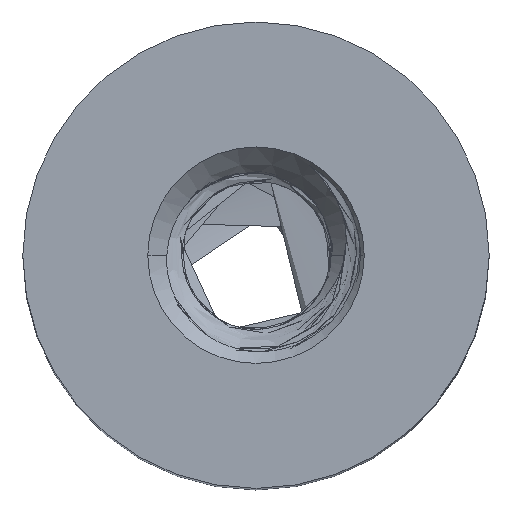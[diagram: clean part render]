
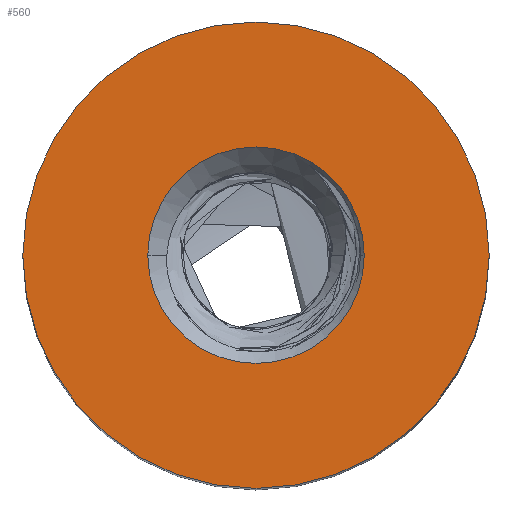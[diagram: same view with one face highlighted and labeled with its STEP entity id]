
A CAD part, top view. The second image highlights one B-rep face of the part: STEP entity #560.
In plain terms, the highlighted planar face has unit normal (0, 0, 1).
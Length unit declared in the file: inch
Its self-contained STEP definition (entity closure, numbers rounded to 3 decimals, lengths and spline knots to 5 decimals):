
#88 = EDGE_CURVE ( 'NONE', #3301, #3411, #2840, .T. ) ;
#148 = EDGE_CURVE ( 'NONE', #3338, #3323, #2796, .T. ) ;
#414 = EDGE_CURVE ( 'NONE', #3323, #3338, #2596, .T. ) ;
#445 = AXIS2_PLACEMENT_3D ( 'NONE', #3228, #3286, #3285 ) ;
#447 = AXIS2_PLACEMENT_3D ( 'NONE', #618, #628, #629 ) ;
#451 = AXIS2_PLACEMENT_3D ( 'NONE', #3821, #3799, #3803 ) ;
#489 = AXIS2_PLACEMENT_3D ( 'NONE', #953, #950, #949 ) ;
#492 = AXIS2_PLACEMENT_3D ( 'NONE', #850, #847, #844 ) ;
#560 = ADVANCED_FACE ( 'NONE', ( #2505, #2494 ), #952, .T. ) ;
#618 = CARTESIAN_POINT ( 'NONE',  ( 0., 0., 0.25 ) ) ;
#628 = DIRECTION ( 'NONE',  ( 0., 0., -1. ) ) ;
#629 = DIRECTION ( 'NONE',  ( -1., 0., 0. ) ) ;
#747 = CARTESIAN_POINT ( 'NONE',  ( 0.125, 0., 0.25 ) ) ;
#766 = EDGE_CURVE ( 'NONE', #3411, #3301, #2460, .T. ) ;
#831 = CARTESIAN_POINT ( 'NONE',  ( -0.058, 0., 0.25 ) ) ;
#841 = CARTESIAN_POINT ( 'NONE',  ( -0.125, 0., 0.25 ) ) ;
#844 = DIRECTION ( 'NONE',  ( 1., 0., 0. ) ) ;
#847 = DIRECTION ( 'NONE',  ( 0., 0., 1. ) ) ;
#850 = CARTESIAN_POINT ( 'NONE',  ( 0., 0., 0.25 ) ) ;
#949 = DIRECTION ( 'NONE',  ( 1., 0., 0. ) ) ;
#950 = DIRECTION ( 'NONE',  ( 0., 0., 1. ) ) ;
#952 = PLANE ( 'NONE',  #489 ) ;
#953 = CARTESIAN_POINT ( 'NONE',  ( 0., 0., 0.25 ) ) ;
#2212 = CARTESIAN_POINT ( 'NONE',  ( 0.058, 0., 0.25 ) ) ;
#2460 = CIRCLE ( 'NONE', #492, 0.125 ) ;
#2494 = FACE_BOUND ( 'NONE', #2834, .T. ) ;
#2505 = FACE_OUTER_BOUND ( 'NONE', #2827, .T. ) ;
#2596 = CIRCLE ( 'NONE', #451, 0.058 ) ;
#2796 = CIRCLE ( 'NONE', #447, 0.058 ) ;
#2827 = EDGE_LOOP ( 'NONE', ( #2938, #2841 ) ) ;
#2834 = EDGE_LOOP ( 'NONE', ( #3006, #2944 ) ) ;
#2840 = CIRCLE ( 'NONE', #445, 0.125 ) ;
#2841 = ORIENTED_EDGE ( 'NONE', *, *, #766, .T. ) ;
#2938 = ORIENTED_EDGE ( 'NONE', *, *, #88, .T. ) ;
#2944 = ORIENTED_EDGE ( 'NONE', *, *, #148, .T. ) ;
#3006 = ORIENTED_EDGE ( 'NONE', *, *, #414, .T. ) ;
#3228 = CARTESIAN_POINT ( 'NONE',  ( 0., 0., 0.25 ) ) ;
#3285 = DIRECTION ( 'NONE',  ( 1., 0., 0. ) ) ;
#3286 = DIRECTION ( 'NONE',  ( 0., 0., 1. ) ) ;
#3301 = VERTEX_POINT ( 'NONE', #841 ) ;
#3323 = VERTEX_POINT ( 'NONE', #831 ) ;
#3338 = VERTEX_POINT ( 'NONE', #2212 ) ;
#3411 = VERTEX_POINT ( 'NONE', #747 ) ;
#3799 = DIRECTION ( 'NONE',  ( 0., 0., -1. ) ) ;
#3803 = DIRECTION ( 'NONE',  ( -1., 0., 0. ) ) ;
#3821 = CARTESIAN_POINT ( 'NONE',  ( 0., 0., 0.25 ) ) ;
